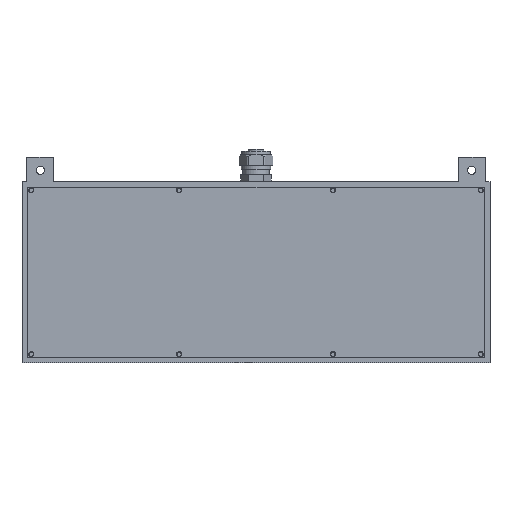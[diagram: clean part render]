
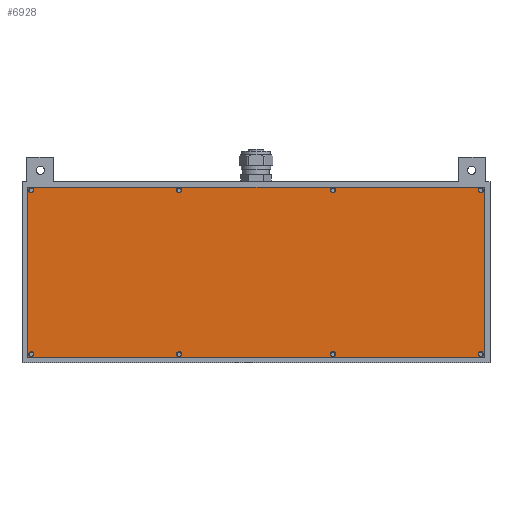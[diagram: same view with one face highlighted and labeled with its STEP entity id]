
A CAD part, top view. The second image highlights one B-rep face of the part: STEP entity #6928.
In plain terms, the highlighted planar face has unit normal (0, 0, 1).
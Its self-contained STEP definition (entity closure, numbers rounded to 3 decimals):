
#6928=ADVANCED_FACE('',(#6964,#6966,#6968,#6970,#6972,#6974,#6976,#6978,#6980),#6982,
.T.);
#6964=FACE_BOUND('',#6965,.T.);
#6965=EDGE_LOOP('',(#7083));
#6966=FACE_BOUND('',#6967,.T.);
#6967=EDGE_LOOP('',(#7084));
#6968=FACE_BOUND('',#6969,.T.);
#6969=EDGE_LOOP('',(#7085));
#6970=FACE_BOUND('',#6971,.T.);
#6971=EDGE_LOOP('',(#7086));
#6972=FACE_BOUND('',#6973,.T.);
#6973=EDGE_LOOP('',(#7087));
#6974=FACE_BOUND('',#6975,.T.);
#6975=EDGE_LOOP('',(#7088));
#6976=FACE_BOUND('',#6977,.T.);
#6977=EDGE_LOOP('',(#7089));
#6978=FACE_BOUND('',#6979,.T.);
#6979=EDGE_LOOP('',(#7090));
#6980=FACE_OUTER_BOUND('',#6981,.T.);
#6981=EDGE_LOOP('',(#7091,#7092,#7093,#7094));
#6982=PLANE('',#6983);
#6983=AXIS2_PLACEMENT_3D('',#6984,#6985,#6986);
#6984=CARTESIAN_POINT('',(0.,0.,3.));
#6985=DIRECTION('',(0.,0.,1.));
#6986=DIRECTION('',(1.,0.,0.));
#7083=ORIENTED_EDGE('',*,*,#7155,.T.);
#7084=ORIENTED_EDGE('',*,*,#7156,.T.);
#7085=ORIENTED_EDGE('',*,*,#7157,.T.);
#7086=ORIENTED_EDGE('',*,*,#7158,.T.);
#7087=ORIENTED_EDGE('',*,*,#7159,.T.);
#7088=ORIENTED_EDGE('',*,*,#7160,.T.);
#7089=ORIENTED_EDGE('',*,*,#7161,.T.);
#7090=ORIENTED_EDGE('',*,*,#7162,.T.);
#7091=ORIENTED_EDGE('',*,*,#7163,.T.);
#7092=ORIENTED_EDGE('',*,*,#7164,.T.);
#7093=ORIENTED_EDGE('',*,*,#7165,.T.);
#7094=ORIENTED_EDGE('',*,*,#7166,.T.);
#7155=EDGE_CURVE('',#7203,#7203,#7204,.F.);
#7156=EDGE_CURVE('',#7205,#7205,#7206,.F.);
#7157=EDGE_CURVE('',#7207,#7207,#7208,.F.);
#7158=EDGE_CURVE('',#7209,#7209,#7210,.F.);
#7159=EDGE_CURVE('',#7211,#7211,#7212,.F.);
#7160=EDGE_CURVE('',#7213,#7213,#7214,.F.);
#7161=EDGE_CURVE('',#7215,#7215,#7216,.F.);
#7162=EDGE_CURVE('',#7217,#7217,#7218,.F.);
#7163=EDGE_CURVE('',#7219,#7220,#7221,.T.);
#7164=EDGE_CURVE('',#7220,#7222,#7223,.T.);
#7165=EDGE_CURVE('',#7222,#7224,#7225,.T.);
#7166=EDGE_CURVE('',#7224,#7219,#7226,.T.);
#7203=VERTEX_POINT('',#7295);
#7204=CIRCLE('',#7296,2.);
#7205=VERTEX_POINT('',#7300);
#7206=CIRCLE('',#7301,2.);
#7207=VERTEX_POINT('',#7305);
#7208=CIRCLE('',#7306,2.);
#7209=VERTEX_POINT('',#7310);
#7210=CIRCLE('',#7311,2.);
#7211=VERTEX_POINT('',#7315);
#7212=CIRCLE('',#7316,2.);
#7213=VERTEX_POINT('',#7320);
#7214=CIRCLE('',#7321,2.);
#7215=VERTEX_POINT('',#7325);
#7216=CIRCLE('',#7326,2.);
#7217=VERTEX_POINT('',#7330);
#7218=CIRCLE('',#7331,2.);
#7219=VERTEX_POINT('',#7335);
#7220=VERTEX_POINT('',#7336);
#7221=LINE('',#7337,#7338);
#7222=VERTEX_POINT('',#7340);
#7223=LINE('',#7341,#7342);
#7224=VERTEX_POINT('',#7344);
#7225=LINE('',#7345,#7346);
#7226=LINE('',#7348,#7349);
#7295=CARTESIAN_POINT('',(61.5,63.5,3.));
#7296=AXIS2_PLACEMENT_3D('',#7297,#7298,#7299);
#7297=CARTESIAN_POINT('',(59.5,63.5,3.));
#7298=DIRECTION('',(0.,0.,1.));
#7299=DIRECTION('',(1.,0.,0.));
#7300=CARTESIAN_POINT('',(-57.5,63.5,3.));
#7301=AXIS2_PLACEMENT_3D('',#7302,#7303,#7304);
#7302=CARTESIAN_POINT('',(-59.5,63.5,3.));
#7303=DIRECTION('',(0.,0.,1.));
#7304=DIRECTION('',(1.,0.,0.));
#7305=CARTESIAN_POINT('',(61.5,-63.5,3.));
#7306=AXIS2_PLACEMENT_3D('',#7307,#7308,#7309);
#7307=CARTESIAN_POINT('',(59.5,-63.5,3.));
#7308=DIRECTION('',(0.,0.,1.));
#7309=DIRECTION('',(1.,0.,0.));
#7310=CARTESIAN_POINT('',(-57.5,-63.5,3.));
#7311=AXIS2_PLACEMENT_3D('',#7312,#7313,#7314);
#7312=CARTESIAN_POINT('',(-59.5,-63.5,3.));
#7313=DIRECTION('',(0.,0.,1.));
#7314=DIRECTION('',(1.,0.,0.));
#7315=CARTESIAN_POINT('',(176.,63.5,3.));
#7316=AXIS2_PLACEMENT_3D('',#7317,#7318,#7319);
#7317=CARTESIAN_POINT('',(174.,63.5,3.));
#7318=DIRECTION('',(0.,0.,1.));
#7319=DIRECTION('',(1.,0.,0.));
#7320=CARTESIAN_POINT('',(176.,-63.5,3.));
#7321=AXIS2_PLACEMENT_3D('',#7322,#7323,#7324);
#7322=CARTESIAN_POINT('',(174.,-63.5,3.));
#7323=DIRECTION('',(0.,0.,1.));
#7324=DIRECTION('',(1.,0.,0.));
#7325=CARTESIAN_POINT('',(-172.,-63.5,3.));
#7326=AXIS2_PLACEMENT_3D('',#7327,#7328,#7329);
#7327=CARTESIAN_POINT('',(-174.,-63.5,3.));
#7328=DIRECTION('',(0.,0.,1.));
#7329=DIRECTION('',(1.,0.,0.));
#7330=CARTESIAN_POINT('',(-172.,63.5,3.));
#7331=AXIS2_PLACEMENT_3D('',#7332,#7333,#7334);
#7332=CARTESIAN_POINT('',(-174.,63.5,3.));
#7333=DIRECTION('',(0.,0.,1.));
#7334=DIRECTION('',(1.,0.,0.));
#7335=CARTESIAN_POINT('',(176.749,65.749,3.));
#7336=CARTESIAN_POINT('',(-176.749,65.749,3.));
#7337=CARTESIAN_POINT('',(176.749,65.749,3.));
#7338=VECTOR('',#7339,1.);
#7339=DIRECTION('',(-1.,0.,0.));
#7340=CARTESIAN_POINT('',(-176.749,-65.749,3.));
#7341=CARTESIAN_POINT('',(-176.749,65.749,3.));
#7342=VECTOR('',#7343,1.);
#7343=DIRECTION('',(0.,-1.,0.));
#7344=CARTESIAN_POINT('',(176.749,-65.749,3.));
#7345=CARTESIAN_POINT('',(-176.749,-65.749,3.));
#7346=VECTOR('',#7347,1.);
#7347=DIRECTION('',(1.,0.,0.));
#7348=CARTESIAN_POINT('',(176.749,-65.749,3.));
#7349=VECTOR('',#7350,1.);
#7350=DIRECTION('',(0.,1.,0.));
